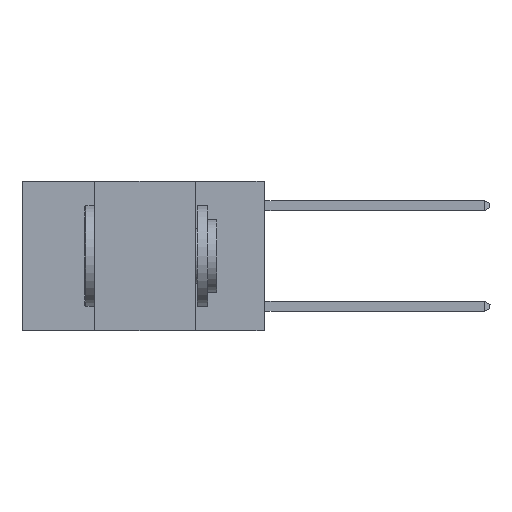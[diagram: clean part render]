
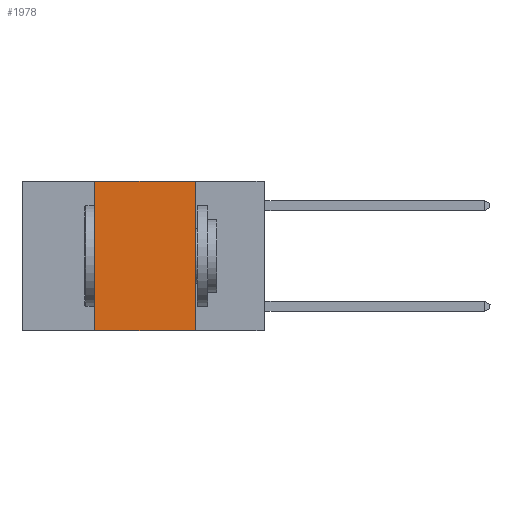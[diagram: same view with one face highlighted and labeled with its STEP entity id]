
A CAD part, left-side view. The second image highlights one B-rep face of the part: STEP entity #1978.
In plain terms, the highlighted planar face has unit normal (-1, 0, 0).
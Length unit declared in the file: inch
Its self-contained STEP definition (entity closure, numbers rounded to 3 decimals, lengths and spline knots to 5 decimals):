
#143 = CARTESIAN_POINT ( 'NONE',  ( 0., 0.17, 0. ) ) ;
#791 = CARTESIAN_POINT ( 'NONE',  ( 0., 0.42, 0. ) ) ;
#1417 = CARTESIAN_POINT ( 'NONE',  ( 0., 0.6, 0. ) ) ;
#1676 = VECTOR ( 'NONE', #7233, 39.37008 ) ;
#1705 = CARTESIAN_POINT ( 'NONE',  ( 0., 0.42, -0.37 ) ) ;
#1978 = ADVANCED_FACE ( 'NONE', ( #4936 ), #5102, .F. ) ;
#2018 = LINE ( 'NONE', #7883, #4395 ) ;
#2223 = ORIENTED_EDGE ( 'NONE', *, *, #11952, .F. ) ;
#2542 = ORIENTED_EDGE ( 'NONE', *, *, #5080, .F. ) ;
#2624 = VERTEX_POINT ( 'NONE', #6566 ) ;
#2876 = ORIENTED_EDGE ( 'NONE', *, *, #10526, .T. ) ;
#4310 = CARTESIAN_POINT ( 'NONE',  ( 0., 0.6, -0.37 ) ) ;
#4395 = VECTOR ( 'NONE', #5972, 39.37008 ) ;
#4509 = CARTESIAN_POINT ( 'NONE',  ( 0., 0.17, -0.37 ) ) ;
#4535 = VECTOR ( 'NONE', #11823, 39.37008 ) ;
#4936 = FACE_OUTER_BOUND ( 'NONE', #9595, .T. ) ;
#4942 = EDGE_CURVE ( 'NONE', #10052, #7299, #2018, .T. ) ;
#5063 = DIRECTION ( 'NONE',  ( 0., 0., -1. ) ) ;
#5075 = DIRECTION ( 'NONE',  ( 1., 0., 0. ) ) ;
#5080 = EDGE_CURVE ( 'NONE', #7299, #2624, #7153, .T. ) ;
#5102 = PLANE ( 'NONE',  #7628 ) ;
#5972 = DIRECTION ( 'NONE',  ( 0., 0., 1. ) ) ;
#6140 = CARTESIAN_POINT ( 'NONE',  ( 0., 0.6, 0. ) ) ;
#6566 = CARTESIAN_POINT ( 'NONE',  ( 0., 0.17, 0. ) ) ;
#6996 = LINE ( 'NONE', #143, #1676 ) ;
#7153 = LINE ( 'NONE', #6140, #4535 ) ;
#7233 = DIRECTION ( 'NONE',  ( 0., 0., -1. ) ) ;
#7299 = VERTEX_POINT ( 'NONE', #791 ) ;
#7628 = AXIS2_PLACEMENT_3D ( 'NONE', #1417, #5075, #5063 ) ;
#7829 = ORIENTED_EDGE ( 'NONE', *, *, #4942, .F. ) ;
#7883 = CARTESIAN_POINT ( 'NONE',  ( 0., 0.42, 0. ) ) ;
#9595 = EDGE_LOOP ( 'NONE', ( #2223, #2542, #7829, #2876 ) ) ;
#9897 = VECTOR ( 'NONE', #11934, 39.37008 ) ;
#10052 = VERTEX_POINT ( 'NONE', #1705 ) ;
#10178 = LINE ( 'NONE', #4310, #9897 ) ;
#10526 = EDGE_CURVE ( 'NONE', #10052, #10733, #10178, .T. ) ;
#10733 = VERTEX_POINT ( 'NONE', #4509 ) ;
#11823 = DIRECTION ( 'NONE',  ( 0., -1., 0. ) ) ;
#11934 = DIRECTION ( 'NONE',  ( 0., -1., 0. ) ) ;
#11952 = EDGE_CURVE ( 'NONE', #2624, #10733, #6996, .T. ) ;
